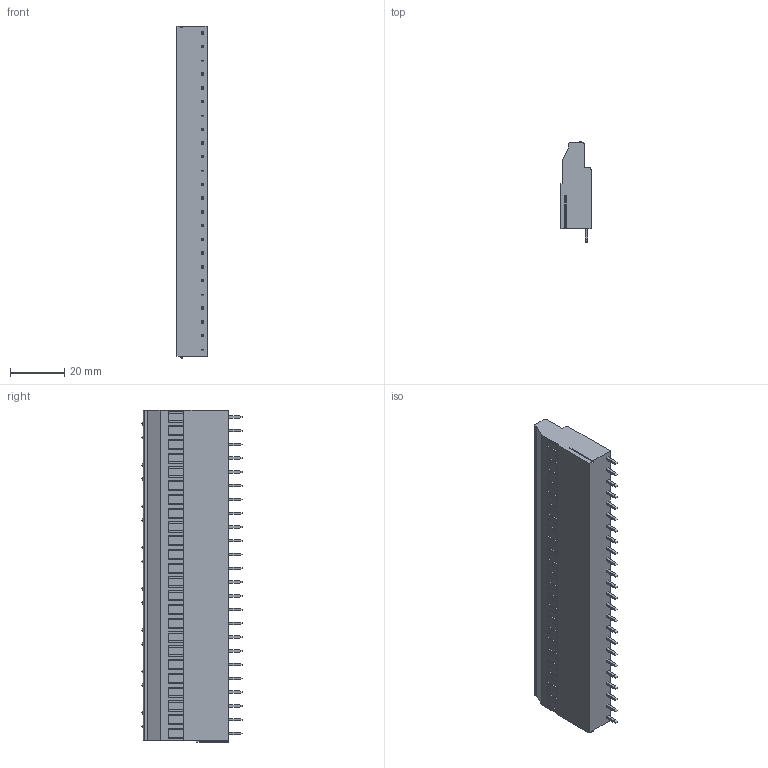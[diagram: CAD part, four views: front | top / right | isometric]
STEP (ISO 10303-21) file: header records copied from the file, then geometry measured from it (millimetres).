
FILE_DESCRIPTION((''),'2;1');
FILE_NAME('TL324VM','2025-01-11T',('yanfa'),(''),'PRO/ENGINEER BY PARAMETRIC TECHNOLOGY CORPORATION, 2009280','PRO/ENGINEER BY PARAMETRIC TECHNOLOGY CORPORATION, 2009280','');
FILE_SCHEMA(('AUTOMOTIVE_DESIGN_CC2 { 1 2 10303 214 -1 1 5 2 }'));
Length unit declared in the file: millimetre
Products named in the file (1): TL324VM
Bounding box: 11.1 x 37 x 122.52 mm (x, y, z)
Volume: 37196 mm3; surface area: 12464.9 mm2
Topology: 1 solids, 1 shells, 760 faces, 2080 edges, 1354 vertices
Faces by surface type: plane 576, cylinder 104, torus 48, sphere 32
Entity records: 24047 total; most frequent: CARTESIAN_POINT 4690, ORIENTED_EDGE 4096, DIRECTION 3888, EDGE_CURVE 2048, VECTOR 1536, LINE 1536, VERTEX_POINT 1354, AXIS2_PLACEMENT_3D 1176
